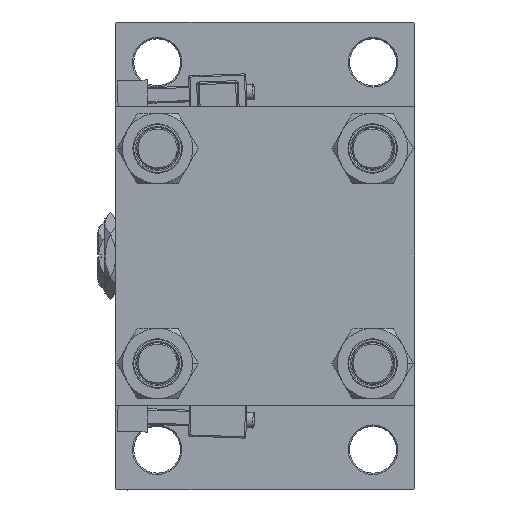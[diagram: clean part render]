
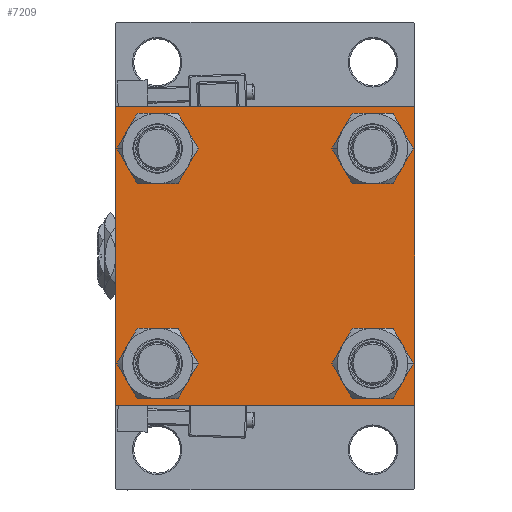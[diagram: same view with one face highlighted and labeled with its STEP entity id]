
A CAD part, left-side view. The second image highlights one B-rep face of the part: STEP entity #7209.
In plain terms, the highlighted planar face has unit normal (-1, 0, 0).
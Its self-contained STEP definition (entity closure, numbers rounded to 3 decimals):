
#153 = VERTEX_POINT ( 'NONE', #31882 ) ;
#294 = CARTESIAN_POINT ( 'NONE',  ( 0., 41.35, -41.35 ) ) ;
#777 = ORIENTED_EDGE ( 'NONE', *, *, #28242, .T. ) ;
#859 = DIRECTION ( 'NONE',  ( 0., 0., 1. ) ) ;
#914 = AXIS2_PLACEMENT_3D ( 'NONE', #38015, #37203, #859 ) ;
#1022 = EDGE_CURVE ( 'NONE', #46678, #43430, #34526, .T. ) ;
#2469 = DIRECTION ( 'NONE',  ( 0., 0., -1. ) ) ;
#3645 = EDGE_CURVE ( 'NONE', #40920, #38682, #33429, .T. ) ;
#4067 = EDGE_CURVE ( 'NONE', #27990, #10755, #16834, .T. ) ;
#4291 = CIRCLE ( 'NONE', #32825, 8.5 ) ;
#4308 = LINE ( 'NONE', #12963, #41026 ) ;
#4758 = VERTEX_POINT ( 'NONE', #13547 ) ;
#4889 = LINE ( 'NONE', #24931, #14608 ) ;
#6284 = ORIENTED_EDGE ( 'NONE', *, *, #14203, .T. ) ;
#6547 = LINE ( 'NONE', #52135, #23604 ) ;
#7059 = CIRCLE ( 'NONE', #31290, 8.5 ) ;
#7209 = ADVANCED_FACE ( 'NONE', ( #24721, #20918, #41289, #17114, #45630 ), #50525, .T. ) ;
#7693 = LINE ( 'NONE', #32380, #21793 ) ;
#7791 = VECTOR ( 'NONE', #25821, 1000. ) ;
#7873 = DIRECTION ( 'NONE',  ( 1., 0., 0. ) ) ;
#8473 = DIRECTION ( 'NONE',  ( 1., 0., 0. ) ) ;
#8504 = CARTESIAN_POINT ( 'NONE',  ( 0., 41.35, -32.85 ) ) ;
#9110 = CIRCLE ( 'NONE', #36838, 8.5 ) ;
#10182 = ORIENTED_EDGE ( 'NONE', *, *, #4067, .T. ) ;
#10381 = EDGE_CURVE ( 'NONE', #41937, #14148, #7693, .T. ) ;
#10755 = VERTEX_POINT ( 'NONE', #14861 ) ;
#11095 = DIRECTION ( 'NONE',  ( 1., 0., 0. ) ) ;
#11540 = EDGE_LOOP ( 'NONE', ( #30490, #32973 ) ) ;
#11596 = LINE ( 'NONE', #16747, #12991 ) ;
#11672 = ORIENTED_EDGE ( 'NONE', *, *, #1022, .T. ) ;
#12815 = CARTESIAN_POINT ( 'NONE',  ( 0., 57.25, 57.25 ) ) ;
#12963 = CARTESIAN_POINT ( 'NONE',  ( 0., 57.5, -57.5 ) ) ;
#12991 = VECTOR ( 'NONE', #24338, 1000. ) ;
#13547 = CARTESIAN_POINT ( 'NONE',  ( 0., -41.35, -32.85 ) ) ;
#14148 = VERTEX_POINT ( 'NONE', #32527 ) ;
#14203 = EDGE_CURVE ( 'NONE', #42567, #44774, #53203, .T. ) ;
#14608 = VECTOR ( 'NONE', #29019, 1000. ) ;
#14861 = CARTESIAN_POINT ( 'NONE',  ( 0., -57., 57.5 ) ) ;
#15423 = CARTESIAN_POINT ( 'NONE',  ( 0., 41.35, 41.35 ) ) ;
#15779 = CARTESIAN_POINT ( 'NONE',  ( 0., -41.35, 32.85 ) ) ;
#15929 = CARTESIAN_POINT ( 'NONE',  ( 0., 41.35, 41.35 ) ) ;
#16199 = DIRECTION ( 'NONE',  ( 0., 0., 1. ) ) ;
#16747 = CARTESIAN_POINT ( 'NONE',  ( 0., 57.5, 57.5 ) ) ;
#16821 = DIRECTION ( 'NONE',  ( 0., 0., 1. ) ) ;
#16834 = LINE ( 'NONE', #45862, #18957 ) ;
#17080 = ORIENTED_EDGE ( 'NONE', *, *, #44360, .T. ) ;
#17114 = FACE_BOUND ( 'NONE', #33842, .T. ) ;
#17319 = CIRCLE ( 'NONE', #49420, 8.5 ) ;
#17329 = EDGE_CURVE ( 'NONE', #44774, #42567, #4291, .T. ) ;
#18056 = EDGE_CURVE ( 'NONE', #43430, #46678, #17319, .T. ) ;
#18799 = EDGE_LOOP ( 'NONE', ( #17080, #25299 ) ) ;
#18957 = VECTOR ( 'NONE', #41803, 1000. ) ;
#19141 = ORIENTED_EDGE ( 'NONE', *, *, #37428, .F. ) ;
#19566 = VECTOR ( 'NONE', #26390, 1000. ) ;
#19668 = ORIENTED_EDGE ( 'NONE', *, *, #41242, .F. ) ;
#20302 = CARTESIAN_POINT ( 'NONE',  ( 0., 41.35, 32.85 ) ) ;
#20918 = FACE_BOUND ( 'NONE', #11540, .T. ) ;
#20922 = AXIS2_PLACEMENT_3D ( 'NONE', #294, #7873, #16821 ) ;
#21154 = DIRECTION ( 'NONE',  ( 1., 0., 0. ) ) ;
#21253 = CARTESIAN_POINT ( 'NONE',  ( 0., -41.35, 41.35 ) ) ;
#21617 = CARTESIAN_POINT ( 'NONE',  ( 0., 57., -57.5 ) ) ;
#21793 = VECTOR ( 'NONE', #44620, 1000. ) ;
#23604 = VECTOR ( 'NONE', #2469, 1000. ) ;
#23672 = AXIS2_PLACEMENT_3D ( 'NONE', #24392, #11095, #35794 ) ;
#24031 = ORIENTED_EDGE ( 'NONE', *, *, #18056, .T. ) ;
#24338 = DIRECTION ( 'NONE',  ( 0., -1., 0. ) ) ;
#24392 = CARTESIAN_POINT ( 'NONE',  ( 0., -41.35, 41.35 ) ) ;
#24564 = ORIENTED_EDGE ( 'NONE', *, *, #10381, .T. ) ;
#24721 = FACE_BOUND ( 'NONE', #42985, .T. ) ;
#24931 = CARTESIAN_POINT ( 'NONE',  ( 0., 57.25, -57.25 ) ) ;
#25299 = ORIENTED_EDGE ( 'NONE', *, *, #50938, .T. ) ;
#25408 = CARTESIAN_POINT ( 'NONE',  ( 0., -41.35, 49.85 ) ) ;
#25781 = ORIENTED_EDGE ( 'NONE', *, *, #38730, .T. ) ;
#25821 = DIRECTION ( 'NONE',  ( 0., 0.707, -0.707 ) ) ;
#26390 = DIRECTION ( 'NONE',  ( 0., 0., -1. ) ) ;
#27376 = DIRECTION ( 'NONE',  ( 1., 0., 0. ) ) ;
#27990 = VERTEX_POINT ( 'NONE', #30906 ) ;
#28094 = VERTEX_POINT ( 'NONE', #36581 ) ;
#28242 = EDGE_CURVE ( 'NONE', #30642, #41937, #4308, .T. ) ;
#28465 = CARTESIAN_POINT ( 'NONE',  ( 0., 57.5, 57. ) ) ;
#29019 = DIRECTION ( 'NONE',  ( 0., -0.707, -0.707 ) ) ;
#29437 = CARTESIAN_POINT ( 'NONE',  ( 0., -41.35, -41.35 ) ) ;
#29504 = DIRECTION ( 'NONE',  ( 0., -1., 0. ) ) ;
#30475 = CARTESIAN_POINT ( 'NONE',  ( 0., -41.35, -49.85 ) ) ;
#30490 = ORIENTED_EDGE ( 'NONE', *, *, #44355, .T. ) ;
#30642 = VERTEX_POINT ( 'NONE', #21617 ) ;
#30906 = CARTESIAN_POINT ( 'NONE',  ( 0., -57.5, 57. ) ) ;
#30985 = CARTESIAN_POINT ( 'NONE',  ( 0., -57.5, 57.5 ) ) ;
#31290 = AXIS2_PLACEMENT_3D ( 'NONE', #37453, #21154, #33613 ) ;
#31882 = CARTESIAN_POINT ( 'NONE',  ( 0., 57.5, -57. ) ) ;
#31959 = EDGE_CURVE ( 'NONE', #40907, #4758, #9110, .T. ) ;
#32380 = CARTESIAN_POINT ( 'NONE',  ( 0., -57.25, -57.25 ) ) ;
#32454 = DIRECTION ( 'NONE',  ( 1., 0., 0. ) ) ;
#32502 = EDGE_LOOP ( 'NONE', ( #34788, #25781, #777, #24564, #19141, #10182, #19668, #49579 ) ) ;
#32527 = CARTESIAN_POINT ( 'NONE',  ( 0., -57.5, -57. ) ) ;
#32825 = AXIS2_PLACEMENT_3D ( 'NONE', #21253, #32454, #41886 ) ;
#32973 = ORIENTED_EDGE ( 'NONE', *, *, #31959, .T. ) ;
#33429 = LINE ( 'NONE', #12815, #7791 ) ;
#33613 = DIRECTION ( 'NONE',  ( 0., 0., 1. ) ) ;
#33842 = EDGE_LOOP ( 'NONE', ( #24031, #11672 ) ) ;
#34343 = CARTESIAN_POINT ( 'NONE',  ( 0., 41.35, 49.85 ) ) ;
#34482 = ORIENTED_EDGE ( 'NONE', *, *, #17329, .T. ) ;
#34526 = CIRCLE ( 'NONE', #45830, 8.5 ) ;
#34788 = ORIENTED_EDGE ( 'NONE', *, *, #50254, .T. ) ;
#34998 = CARTESIAN_POINT ( 'NONE',  ( 0., -57., -57.5 ) ) ;
#35794 = DIRECTION ( 'NONE',  ( 0., 0., 1. ) ) ;
#36293 = DIRECTION ( 'NONE',  ( 1., 0., 0. ) ) ;
#36327 = CARTESIAN_POINT ( 'NONE',  ( 0., 57., 57.5 ) ) ;
#36581 = CARTESIAN_POINT ( 'NONE',  ( 0., 41.35, -49.85 ) ) ;
#36838 = AXIS2_PLACEMENT_3D ( 'NONE', #29437, #36293, #40652 ) ;
#37203 = DIRECTION ( 'NONE',  ( -1., 0., 0. ) ) ;
#37247 = VERTEX_POINT ( 'NONE', #8504 ) ;
#37402 = CIRCLE ( 'NONE', #20922, 8.5 ) ;
#37428 = EDGE_CURVE ( 'NONE', #27990, #14148, #51661, .T. ) ;
#37453 = CARTESIAN_POINT ( 'NONE',  ( 0., -41.35, -41.35 ) ) ;
#38015 = CARTESIAN_POINT ( 'NONE',  ( 0., 0., 0. ) ) ;
#38682 = VERTEX_POINT ( 'NONE', #28465 ) ;
#38730 = EDGE_CURVE ( 'NONE', #153, #30642, #4889, .T. ) ;
#40367 = DIRECTION ( 'NONE',  ( 1., 0., 0. ) ) ;
#40652 = DIRECTION ( 'NONE',  ( 0., 0., 1. ) ) ;
#40907 = VERTEX_POINT ( 'NONE', #30475 ) ;
#40920 = VERTEX_POINT ( 'NONE', #36327 ) ;
#41026 = VECTOR ( 'NONE', #29504, 1000. ) ;
#41242 = EDGE_CURVE ( 'NONE', #40920, #10755, #11596, .T. ) ;
#41289 = FACE_BOUND ( 'NONE', #18799, .T. ) ;
#41803 = DIRECTION ( 'NONE',  ( 0., 0.707, 0.707 ) ) ;
#41882 = AXIS2_PLACEMENT_3D ( 'NONE', #49480, #8473, #45661 ) ;
#41886 = DIRECTION ( 'NONE',  ( 0., 0., 1. ) ) ;
#41937 = VERTEX_POINT ( 'NONE', #34998 ) ;
#42567 = VERTEX_POINT ( 'NONE', #25408 ) ;
#42985 = EDGE_LOOP ( 'NONE', ( #6284, #34482 ) ) ;
#43430 = VERTEX_POINT ( 'NONE', #34343 ) ;
#44355 = EDGE_CURVE ( 'NONE', #4758, #40907, #7059, .T. ) ;
#44360 = EDGE_CURVE ( 'NONE', #37247, #28094, #37402, .T. ) ;
#44620 = DIRECTION ( 'NONE',  ( 0., -0.707, 0.707 ) ) ;
#44774 = VERTEX_POINT ( 'NONE', #15779 ) ;
#45630 = FACE_OUTER_BOUND ( 'NONE', #32502, .T. ) ;
#45661 = DIRECTION ( 'NONE',  ( 0., 0., 1. ) ) ;
#45830 = AXIS2_PLACEMENT_3D ( 'NONE', #15423, #27376, #52368 ) ;
#45862 = CARTESIAN_POINT ( 'NONE',  ( 0., -57.25, 57.25 ) ) ;
#46678 = VERTEX_POINT ( 'NONE', #20302 ) ;
#49420 = AXIS2_PLACEMENT_3D ( 'NONE', #15929, #40367, #16199 ) ;
#49480 = CARTESIAN_POINT ( 'NONE',  ( 0., 41.35, -41.35 ) ) ;
#49579 = ORIENTED_EDGE ( 'NONE', *, *, #3645, .T. ) ;
#50254 = EDGE_CURVE ( 'NONE', #38682, #153, #6547, .T. ) ;
#50525 = PLANE ( 'NONE',  #914 ) ;
#50938 = EDGE_CURVE ( 'NONE', #28094, #37247, #52271, .T. ) ;
#51661 = LINE ( 'NONE', #30985, #19566 ) ;
#52135 = CARTESIAN_POINT ( 'NONE',  ( 0., 57.5, 57.5 ) ) ;
#52271 = CIRCLE ( 'NONE', #41882, 8.5 ) ;
#52368 = DIRECTION ( 'NONE',  ( 0., 0., 1. ) ) ;
#53203 = CIRCLE ( 'NONE', #23672, 8.5 ) ;
